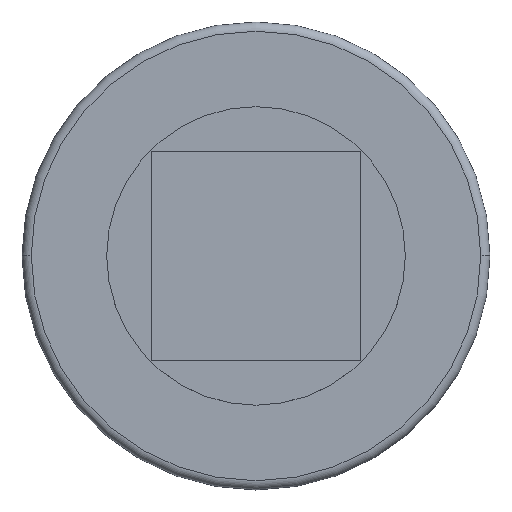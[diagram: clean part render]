
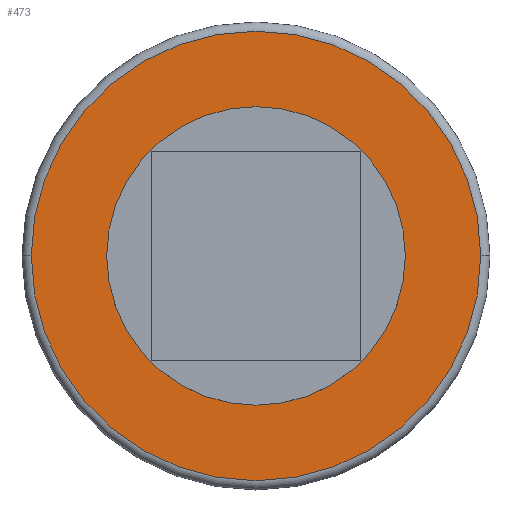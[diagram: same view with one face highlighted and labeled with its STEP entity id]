
A CAD part, top view. The second image highlights one B-rep face of the part: STEP entity #473.
In plain terms, the highlighted planar face has unit normal (0, 0, 1).
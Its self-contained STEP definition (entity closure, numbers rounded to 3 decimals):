
#270 = CARTESIAN_POINT ( 'NONE',  ( 28.979, 0., 5.274 ) ) ;
#310 = DIRECTION ( 'NONE',  ( -1., 0., 0. ) ) ;
#311 = DIRECTION ( 'NONE',  ( 0., 0., 1. ) ) ;
#312 = CARTESIAN_POINT ( 'NONE',  ( 0., 0., 5.274 ) ) ;
#313 = AXIS2_PLACEMENT_3D ( 'NONE', #312, #311, #310 ) ;
#339 = CIRCLE ( 'NONE', #313, 28.979 ) ;
#365 = CARTESIAN_POINT ( 'NONE',  ( -28.979, 0., 5.274 ) ) ;
#382 = CARTESIAN_POINT ( 'NONE',  ( 0., 0., 5.274 ) ) ;
#383 = AXIS2_PLACEMENT_3D ( 'NONE', #382, #436, #435 ) ;
#407 = CIRCLE ( 'NONE', #383, 19.25 ) ;
#435 = DIRECTION ( 'NONE',  ( 1., 0., 0. ) ) ;
#436 = DIRECTION ( 'NONE',  ( 0., 0., 1. ) ) ;
#457 = CARTESIAN_POINT ( 'NONE',  ( -19.25, 0., 5.274 ) ) ;
#458 = CARTESIAN_POINT ( 'NONE',  ( 19.25, 0., 5.274 ) ) ;
#469 = ORIENTED_EDGE ( 'NONE', *, *, #486, .F. ) ;
#472 = ORIENTED_EDGE ( 'NONE', *, *, #719, .F. ) ;
#473 = ADVANCED_FACE ( 'NONE', ( #708, #703 ), #700, .F. ) ;
#474 = ORIENTED_EDGE ( 'NONE', *, *, #475, .T. ) ;
#475 = EDGE_CURVE ( 'NONE', #631, #580, #750, .T. ) ;
#476 = EDGE_LOOP ( 'NONE', ( #474, #492 ) ) ;
#486 = EDGE_CURVE ( 'NONE', #717, #716, #730, .T. ) ;
#491 = EDGE_LOOP ( 'NONE', ( #472, #469 ) ) ;
#492 = ORIENTED_EDGE ( 'NONE', *, *, #657, .T. ) ;
#580 = VERTEX_POINT ( 'NONE', #270 ) ;
#631 = VERTEX_POINT ( 'NONE', #365 ) ;
#657 = EDGE_CURVE ( 'NONE', #580, #631, #339, .T. ) ;
#700 = PLANE ( 'NONE',  #702 ) ;
#701 = CARTESIAN_POINT ( 'NONE',  ( 0., 0., 5.274 ) ) ;
#702 = AXIS2_PLACEMENT_3D ( 'NONE', #753, #752, #751 ) ;
#703 = FACE_BOUND ( 'NONE', #491, .T. ) ;
#708 = FACE_OUTER_BOUND ( 'NONE', #476, .T. ) ;
#716 = VERTEX_POINT ( 'NONE', #458 ) ;
#717 = VERTEX_POINT ( 'NONE', #457 ) ;
#719 = EDGE_CURVE ( 'NONE', #716, #717, #407, .T. ) ;
#726 = DIRECTION ( 'NONE',  ( 1., 0., 0. ) ) ;
#727 = DIRECTION ( 'NONE',  ( 0., 0., 1. ) ) ;
#728 = CARTESIAN_POINT ( 'NONE',  ( 0., 0., 5.274 ) ) ;
#729 = AXIS2_PLACEMENT_3D ( 'NONE', #728, #727, #726 ) ;
#730 = CIRCLE ( 'NONE', #729, 19.25 ) ;
#747 = DIRECTION ( 'NONE',  ( -1., 0., 0. ) ) ;
#748 = DIRECTION ( 'NONE',  ( 0., 0., 1. ) ) ;
#749 = AXIS2_PLACEMENT_3D ( 'NONE', #701, #748, #747 ) ;
#750 = CIRCLE ( 'NONE', #749, 28.979 ) ;
#751 = DIRECTION ( 'NONE',  ( -1., 0., 0. ) ) ;
#752 = DIRECTION ( 'NONE',  ( 0., 0., -1. ) ) ;
#753 = CARTESIAN_POINT ( 'NONE',  ( 0., 30.171, 5.274 ) ) ;
